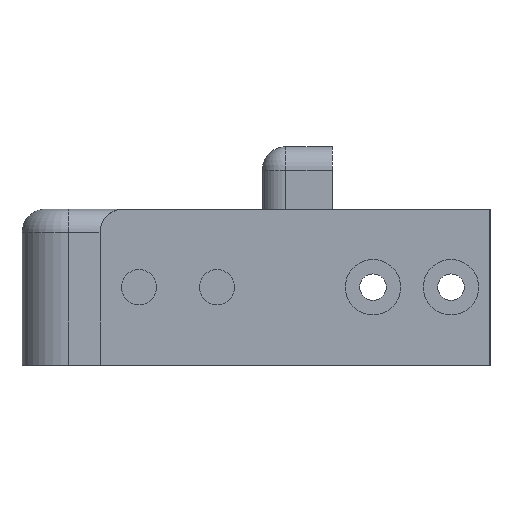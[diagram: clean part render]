
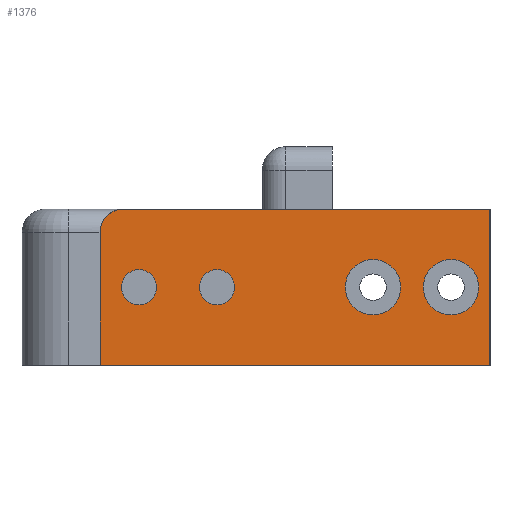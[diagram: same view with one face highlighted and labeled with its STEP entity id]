
A CAD part, left-side view. The second image highlights one B-rep face of the part: STEP entity #1376.
In plain terms, the highlighted planar face has unit normal (-1, 0, 0).
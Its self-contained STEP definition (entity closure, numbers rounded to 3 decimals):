
#136 = VERTEX_POINT('',#137);
#137 = CARTESIAN_POINT('',(-105.,72.,20.));
#145 = EDGE_CURVE('',#146,#136,#148,.T.);
#146 = VERTEX_POINT('',#147);
#147 = CARTESIAN_POINT('',(-105.,25.,20.));
#148 = LINE('',#149,#150);
#149 = CARTESIAN_POINT('',(-105.,25.,20.));
#150 = VECTOR('',#151,1.);
#151 = DIRECTION('',(0.,1.,0.));
#583 = EDGE_CURVE('',#584,#136,#586,.T.);
#584 = VERTEX_POINT('',#585);
#585 = CARTESIAN_POINT('',(-105.,75.,17.));
#586 = CIRCLE('',#587,3.);
#587 = AXIS2_PLACEMENT_3D('',#588,#589,#590);
#588 = CARTESIAN_POINT('',(-105.,72.,17.));
#589 = DIRECTION('',(1.,0.,-0.));
#590 = DIRECTION('',(0.,0.,1.));
#1358 = EDGE_CURVE('',#1359,#146,#1361,.T.);
#1359 = VERTEX_POINT('',#1360);
#1360 = CARTESIAN_POINT('',(-105.,25.,0.));
#1361 = LINE('',#1362,#1363);
#1362 = CARTESIAN_POINT('',(-105.,25.,0.));
#1363 = VECTOR('',#1364,1.);
#1364 = DIRECTION('',(0.,0.,1.));
#1376 = ADVANCED_FACE('',(#1377,#1396,#1407,#1418,#1429),#1440,.T.);
#1377 = FACE_BOUND('',#1378,.T.);
#1378 = EDGE_LOOP('',(#1379,#1380,#1381,#1389,#1395));
#1379 = ORIENTED_EDGE('',*,*,#145,.T.);
#1380 = ORIENTED_EDGE('',*,*,#583,.F.);
#1381 = ORIENTED_EDGE('',*,*,#1382,.F.);
#1382 = EDGE_CURVE('',#1383,#584,#1385,.T.);
#1383 = VERTEX_POINT('',#1384);
#1384 = CARTESIAN_POINT('',(-105.,75.,0.));
#1385 = LINE('',#1386,#1387);
#1386 = CARTESIAN_POINT('',(-105.,75.,0.));
#1387 = VECTOR('',#1388,1.);
#1388 = DIRECTION('',(0.,0.,1.));
#1389 = ORIENTED_EDGE('',*,*,#1390,.F.);
#1390 = EDGE_CURVE('',#1359,#1383,#1391,.T.);
#1391 = LINE('',#1392,#1393);
#1392 = CARTESIAN_POINT('',(-105.,25.,0.));
#1393 = VECTOR('',#1394,1.);
#1394 = DIRECTION('',(0.,1.,0.));
#1395 = ORIENTED_EDGE('',*,*,#1358,.T.);
#1396 = FACE_BOUND('',#1397,.T.);
#1397 = EDGE_LOOP('',(#1398));
#1398 = ORIENTED_EDGE('',*,*,#1399,.F.);
#1399 = EDGE_CURVE('',#1400,#1400,#1402,.T.);
#1400 = VERTEX_POINT('',#1401);
#1401 = CARTESIAN_POINT('',(-105.,30.,13.55));
#1402 = CIRCLE('',#1403,3.55);
#1403 = AXIS2_PLACEMENT_3D('',#1404,#1405,#1406);
#1404 = CARTESIAN_POINT('',(-105.,30.,10.));
#1405 = DIRECTION('',(-1.,0.,0.));
#1406 = DIRECTION('',(0.,0.,1.));
#1407 = FACE_BOUND('',#1408,.T.);
#1408 = EDGE_LOOP('',(#1409));
#1409 = ORIENTED_EDGE('',*,*,#1410,.F.);
#1410 = EDGE_CURVE('',#1411,#1411,#1413,.T.);
#1411 = VERTEX_POINT('',#1412);
#1412 = CARTESIAN_POINT('',(-105.,40.,13.55));
#1413 = CIRCLE('',#1414,3.55);
#1414 = AXIS2_PLACEMENT_3D('',#1415,#1416,#1417);
#1415 = CARTESIAN_POINT('',(-105.,40.,10.));
#1416 = DIRECTION('',(-1.,0.,0.));
#1417 = DIRECTION('',(0.,0.,1.));
#1418 = FACE_BOUND('',#1419,.T.);
#1419 = EDGE_LOOP('',(#1420));
#1420 = ORIENTED_EDGE('',*,*,#1421,.F.);
#1421 = EDGE_CURVE('',#1422,#1422,#1424,.T.);
#1422 = VERTEX_POINT('',#1423);
#1423 = CARTESIAN_POINT('',(-105.,57.75,10.));
#1424 = CIRCLE('',#1425,2.25);
#1425 = AXIS2_PLACEMENT_3D('',#1426,#1427,#1428);
#1426 = CARTESIAN_POINT('',(-105.,60.,10.));
#1427 = DIRECTION('',(-1.,0.,0.));
#1428 = DIRECTION('',(0.,-1.,0.));
#1429 = FACE_BOUND('',#1430,.T.);
#1430 = EDGE_LOOP('',(#1431));
#1431 = ORIENTED_EDGE('',*,*,#1432,.F.);
#1432 = EDGE_CURVE('',#1433,#1433,#1435,.T.);
#1433 = VERTEX_POINT('',#1434);
#1434 = CARTESIAN_POINT('',(-105.,67.75,10.));
#1435 = CIRCLE('',#1436,2.25);
#1436 = AXIS2_PLACEMENT_3D('',#1437,#1438,#1439);
#1437 = CARTESIAN_POINT('',(-105.,70.,10.));
#1438 = DIRECTION('',(-1.,0.,0.));
#1439 = DIRECTION('',(0.,-1.,0.));
#1440 = PLANE('',#1441);
#1441 = AXIS2_PLACEMENT_3D('',#1442,#1443,#1444);
#1442 = CARTESIAN_POINT('',(-105.,25.,0.));
#1443 = DIRECTION('',(-1.,0.,0.));
#1444 = DIRECTION('',(0.,1.,0.));
